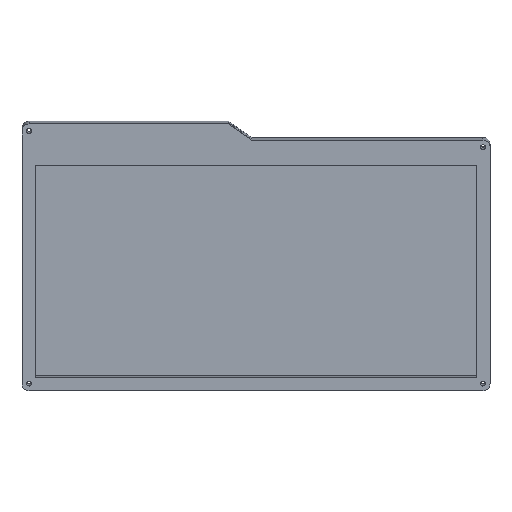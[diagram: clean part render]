
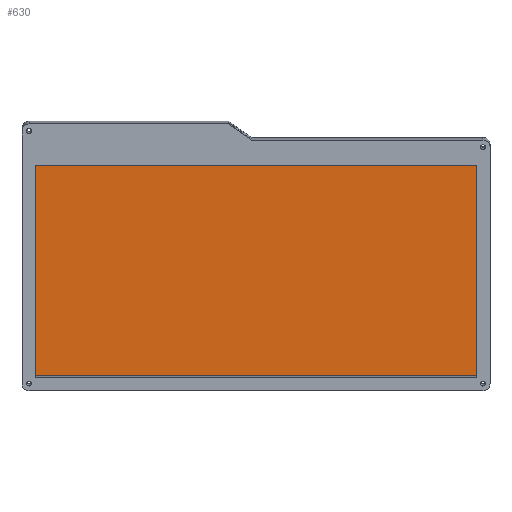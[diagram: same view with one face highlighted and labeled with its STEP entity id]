
A CAD part, top view. The second image highlights one B-rep face of the part: STEP entity #630.
In plain terms, the highlighted planar face has unit normal (0, -0.052, 0.999).
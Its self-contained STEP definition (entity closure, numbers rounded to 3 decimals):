
#45=PLANE('',#711);
#76=FACE_OUTER_BOUND('',#128,.T.);
#128=EDGE_LOOP('',(#523,#524,#525,#526));
#193=LINE('',#1065,#241);
#194=LINE('',#1067,#242);
#195=LINE('',#1069,#243);
#196=LINE('',#1070,#244);
#241=VECTOR('',#869,10.);
#242=VECTOR('',#870,10.);
#243=VECTOR('',#871,10.);
#244=VECTOR('',#872,10.);
#329=VERTEX_POINT('',#1063);
#330=VERTEX_POINT('',#1064);
#331=VERTEX_POINT('',#1066);
#332=VERTEX_POINT('',#1068);
#400=EDGE_CURVE('',#329,#330,#193,.T.);
#401=EDGE_CURVE('',#331,#329,#194,.T.);
#402=EDGE_CURVE('',#332,#331,#195,.T.);
#403=EDGE_CURVE('',#330,#332,#196,.T.);
#523=ORIENTED_EDGE('',*,*,#400,.F.);
#524=ORIENTED_EDGE('',*,*,#401,.F.);
#525=ORIENTED_EDGE('',*,*,#402,.F.);
#526=ORIENTED_EDGE('',*,*,#403,.F.);
#630=ADVANCED_FACE('',(#76),#45,.T.);
#711=AXIS2_PLACEMENT_3D('',#1062,#867,#868);
#867=DIRECTION('center_axis',(0.,-0.052,0.999));
#868=DIRECTION('ref_axis',(1.,0.,0.));
#869=DIRECTION('',(0.,0.999,0.052));
#870=DIRECTION('',(-1.,0.,0.));
#871=DIRECTION('',(0.,-0.999,-0.052));
#872=DIRECTION('',(1.,0.,0.));
#1062=CARTESIAN_POINT('Origin',(-143.,89.093,7.66));
#1063=CARTESIAN_POINT('',(-300.,13.696,3.708));
#1064=CARTESIAN_POINT('',(-300.,164.489,11.611));
#1065=CARTESIAN_POINT('',(-300.,51.395,5.684));
#1066=CARTESIAN_POINT('',(14.,13.696,3.708));
#1067=CARTESIAN_POINT('',(-64.5,13.696,3.708));
#1068=CARTESIAN_POINT('',(14.,164.489,11.611));
#1069=CARTESIAN_POINT('',(14.,126.791,9.635));
#1070=CARTESIAN_POINT('',(-221.5,164.489,11.611));
